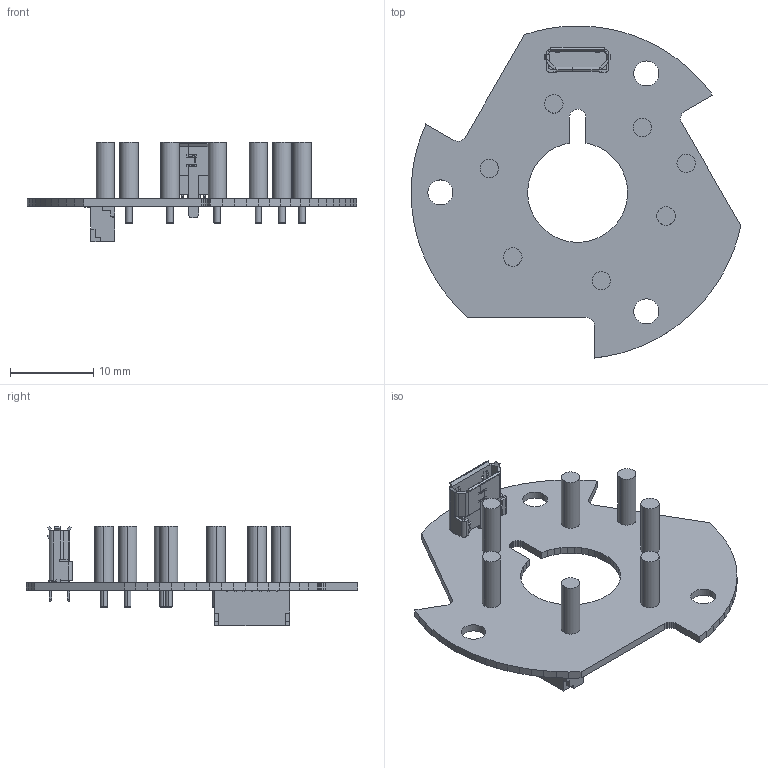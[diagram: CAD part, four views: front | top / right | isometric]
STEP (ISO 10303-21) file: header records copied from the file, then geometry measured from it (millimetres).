
FILE_DESCRIPTION(('Open CASCADE Model'),'2;1');
FILE_NAME('Open CASCADE Shape Model','2017-02-02T15:31:17',('Author'),( 'Open CASCADE'),'Open CASCADE STEP processor 6.8','Open CASCADE 6.8' ,'Unknown');
FILE_SCHEMA(('AUTOMOTIVE_DESIGN { 1 0 10303 214 1 1 1 1 }'));
Length unit declared in the file: millimetre
Products named in the file (14): PCB; Board; CN1; BM07B-SRSS-TB; VIN_PPT; CTR_-_ZoZbot_-_Body_Module_-_PogoPin_Target_1; GND_PPT; I2C_DAT_PPT; I2C_SCK_PPT; LED_CLK_UART_TX_PPT; LED_MOSI_UART_RX_PPT; RESET_PPT; CN2; Open_CASCADE_STEP_translator_6.8_1.2.1.12
Assembly tree (19 placements, depth 3):
  PCB
    Board
    CN1
      BM07B-SRSS-TB
    VIN_PPT
      CTR_-_ZoZbot_-_Body_Module_-_PogoPin_Target_1
    GND_PPT
      CTR_-_ZoZbot_-_Body_Module_-_PogoPin_Target_1
    I2C_DAT_PPT
      CTR_-_ZoZbot_-_Body_Module_-_PogoPin_Target_1
    I2C_SCK_PPT
      CTR_-_ZoZbot_-_Body_Module_-_PogoPin_Target_1
    LED_CLK_UART_TX_PPT
      CTR_-_ZoZbot_-_Body_Module_-_PogoPin_Target_1
    LED_MOSI_UART_RX_PPT
      CTR_-_ZoZbot_-_Body_Module_-_PogoPin_Target_1
    RESET_PPT
      CTR_-_ZoZbot_-_Body_Module_-_PogoPin_Target_1
    CN2
      Open_CASCADE_STEP_translator_6.8_1.2.1.12
Bounding box: 39.6 x 39.89 x 11.9 mm (x, y, z)
Volume: 1171.5 mm3; surface area: 3072.9 mm2
Topology: 10 solids, 10 shells, 644 faces, 1804 edges, 1184 vertices
Faces by surface type: plane 538, cylinder 92, torus 14
Full cylindrical faces by diameter (mm): 0.876 x7, 3 x3
Entity records: 48635 total; most frequent: CARTESIAN_POINT 13875, DIRECTION 6014, LINE 4511, VECTOR 4511, ORIENTED_EDGE 3416, PCURVE 3416, DEFINITIONAL_REPRESENTATION 3416, EDGE_CURVE 1708
